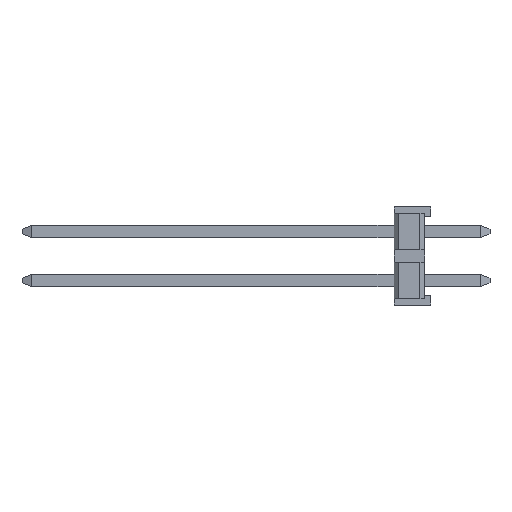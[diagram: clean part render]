
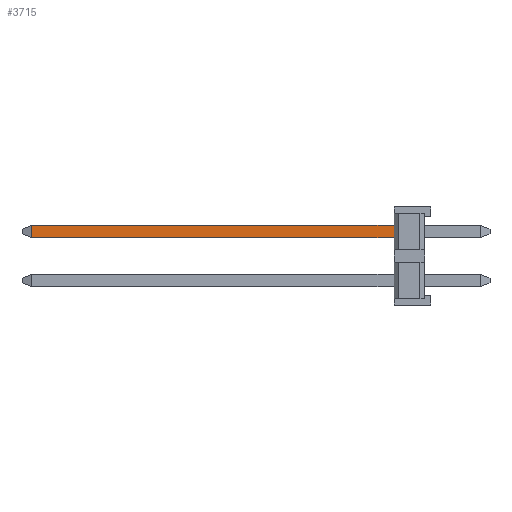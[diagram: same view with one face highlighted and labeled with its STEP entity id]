
A CAD part, left-side view. The second image highlights one B-rep face of the part: STEP entity #3715.
In plain terms, the highlighted planar face has unit normal (-1, 0, 0).
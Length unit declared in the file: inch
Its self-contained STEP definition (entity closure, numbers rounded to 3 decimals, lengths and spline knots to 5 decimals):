
#45 = EDGE_LOOP ( 'NONE', ( #6122, #1754, #1937, #2060 ) ) ;
#230 = CARTESIAN_POINT ( 'NONE',  ( -0.1204, -0.095, -0.0492 ) ) ;
#478 = LINE ( 'NONE', #1669, #543 ) ;
#543 = VECTOR ( 'NONE', #3321, 39.37008 ) ;
#852 = FACE_OUTER_BOUND ( 'NONE', #45, .T. ) ;
#932 = CARTESIAN_POINT ( 'NONE',  ( -0.1204, 0.059, -0.0492 ) ) ;
#1379 = LINE ( 'NONE', #230, #1709 ) ;
#1406 = VECTOR ( 'NONE', #2643, 39.37008 ) ;
#1437 = LINE ( 'NONE', #2667, #1406 ) ;
#1526 = EDGE_CURVE ( 'NONE', #4693, #3937, #1437, .T. ) ;
#1669 = CARTESIAN_POINT ( 'NONE',  ( -0.1204, 0.059, -0.0295 ) ) ;
#1709 = VECTOR ( 'NONE', #3827, 39.37008 ) ;
#1754 = ORIENTED_EDGE ( 'NONE', *, *, #6095, .T. ) ;
#1937 = ORIENTED_EDGE ( 'NONE', *, *, #4975, .F. ) ;
#2060 = ORIENTED_EDGE ( 'NONE', *, *, #5058, .T. ) ;
#2092 = VECTOR ( 'NONE', #6118, 39.37008 ) ;
#2173 = LINE ( 'NONE', #3238, #2092 ) ;
#2643 = DIRECTION ( 'NONE',  ( 0., -1., 0. ) ) ;
#2667 = CARTESIAN_POINT ( 'NONE',  ( -0.1204, 0.656, -0.0295 ) ) ;
#3067 = CARTESIAN_POINT ( 'NONE',  ( -0.1204, 0.641, -0.0295 ) ) ;
#3238 = CARTESIAN_POINT ( 'NONE',  ( -0.1204, 0.641, -0.0492 ) ) ;
#3321 = DIRECTION ( 'NONE',  ( 0., 0., 1. ) ) ;
#3444 = DIRECTION ( 'NONE',  ( 1., 0., 0. ) ) ;
#3446 = CARTESIAN_POINT ( 'NONE',  ( -0.1204, 0.059, -0.0295 ) ) ;
#3463 = VERTEX_POINT ( 'NONE', #3613 ) ;
#3613 = CARTESIAN_POINT ( 'NONE',  ( -0.1204, 0.641, -0.0492 ) ) ;
#3673 = AXIS2_PLACEMENT_3D ( 'NONE', #5517, #3444, #3675 ) ;
#3675 = DIRECTION ( 'NONE',  ( 0., 0., -1. ) ) ;
#3715 = ADVANCED_FACE ( 'NONE', ( #852 ), #5957, .F. ) ;
#3827 = DIRECTION ( 'NONE',  ( 0., 1., 0. ) ) ;
#3937 = VERTEX_POINT ( 'NONE', #3446 ) ;
#4693 = VERTEX_POINT ( 'NONE', #3067 ) ;
#4975 = EDGE_CURVE ( 'NONE', #5969, #3463, #1379, .T. ) ;
#5058 = EDGE_CURVE ( 'NONE', #5969, #3937, #478, .T. ) ;
#5517 = CARTESIAN_POINT ( 'NONE',  ( -0.1204, 0.656, -0.0492 ) ) ;
#5957 = PLANE ( 'NONE',  #3673 ) ;
#5969 = VERTEX_POINT ( 'NONE', #932 ) ;
#6095 = EDGE_CURVE ( 'NONE', #4693, #3463, #2173, .T. ) ;
#6118 = DIRECTION ( 'NONE',  ( 0., 0., -1. ) ) ;
#6122 = ORIENTED_EDGE ( 'NONE', *, *, #1526, .F. ) ;
